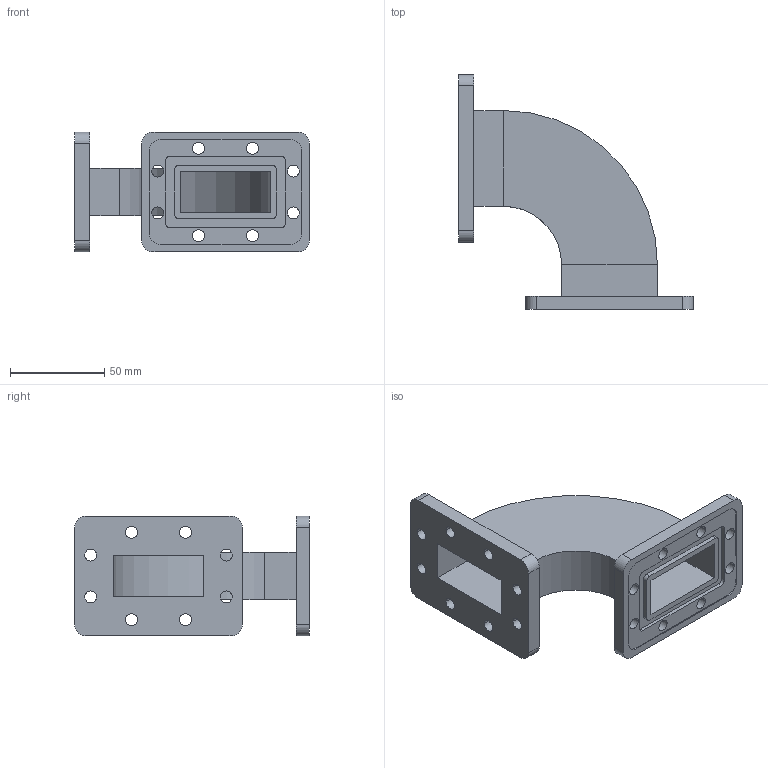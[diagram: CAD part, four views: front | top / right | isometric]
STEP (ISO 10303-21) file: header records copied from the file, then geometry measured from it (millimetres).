
FILE_DESCRIPTION (( 'STEP AP214' ), '1' );
FILE_NAME ('FMW187B002_3D.step', '2024-05-16T23:01:49', ( '' ), ( '' ), 'SwSTEP 2.0', 'SolidWorks 2022', '' );
FILE_SCHEMA (( 'AUTOMOTIVE_DESIGN' ));
Length unit declared in the file: inch
Products named in the file (1): FMW187B002_3D
Bounding box: 124.45 x 124.45 x 63.5 mm (x, y, z)
Volume: 90181.5 mm3; surface area: 61782.1 mm2
Topology: 1 solids, 1 shells, 103 faces, 272 edges, 176 vertices
Faces by surface type: cylinder 56, plane 47
Entity records: 3318 total; most frequent: DIRECTION 592, CARTESIAN_POINT 552, ORIENTED_EDGE 544, EDGE_CURVE 272, AXIS2_PLACEMENT_3D 216, VERTEX_POINT 176, LINE 160, VECTOR 160
